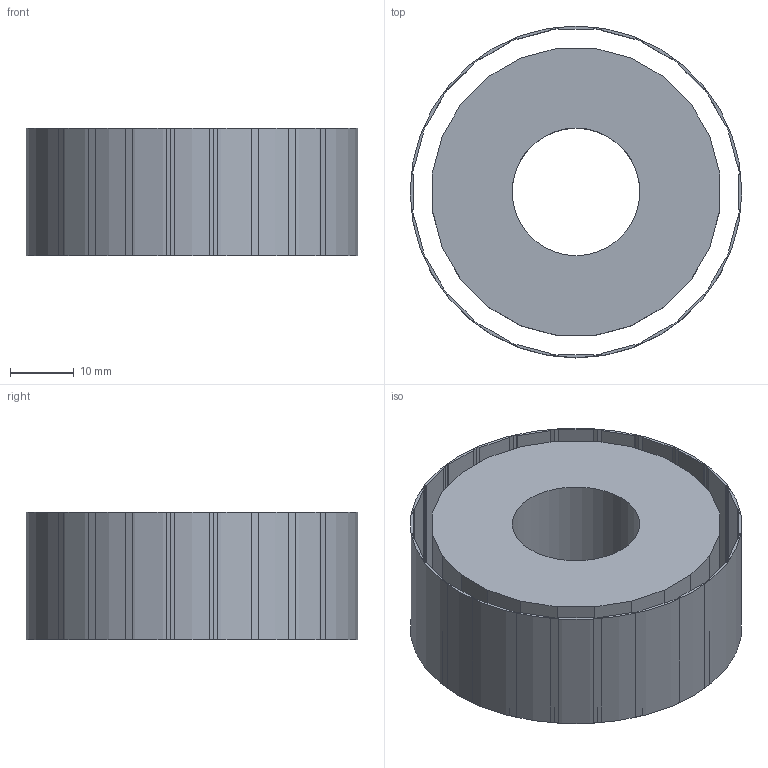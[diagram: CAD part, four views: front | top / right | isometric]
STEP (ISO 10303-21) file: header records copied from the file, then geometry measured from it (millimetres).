
FILE_DESCRIPTION(('Open CASCADE Model'),'2;1');
FILE_NAME('Open CASCADE Shape Model','2026-02-24T12:23:52',('Author'),( 'Open CASCADE'),'Open CASCADE STEP processor 7.8','build123d', 'Unknown');
FILE_SCHEMA(('AUTOMOTIVE_DESIGN { 1 0 10303 214 1 1 1 1 }'));
Length unit declared in the file: millimetre
Products named in the file (1): COMPOUND
Bounding box: 52 x 52 x 20 mm (x, y, z)
Volume: 27038.2 mm3; surface area: 13437.9 mm2
Topology: 2 solids, 2 shells, 150 faces, 438 edges, 292 vertices
Faces by surface type: plane 148, cylinder 2
Full cylindrical faces by diameter (mm): 20 x1, 52 x1
Entity records: 10384 total; most frequent: CARTESIAN_POINT 1949, DIRECTION 1428, LINE 1114, VECTOR 1114, ORIENTED_EDGE 876, PCURVE 876, DEFINITIONAL_REPRESENTATION 876, EDGE_CURVE 438
